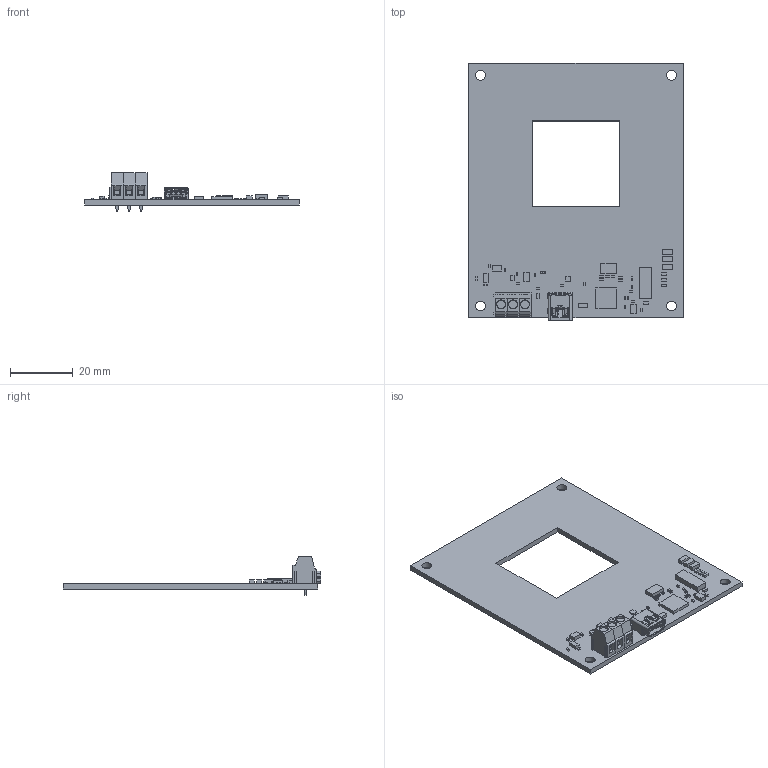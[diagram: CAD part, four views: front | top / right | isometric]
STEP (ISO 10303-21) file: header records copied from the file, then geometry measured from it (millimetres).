
FILE_DESCRIPTION(('Open CASCADE Model'),'2;1');
FILE_NAME('Open CASCADE Shape Model','2013-08-12T12:09:18',('Author'),( 'Open CASCADE'),'Open CASCADE STEP processor 6.2','Open CASCADE 6.2' ,'Unknown');
FILE_SCHEMA(('AUTOMOTIVE_DESIGN { 1 0 10303 214 1 1 1 1 }'));
Length unit declared in the file: millimetre
Products named in the file (93): PCB; Board; C25; 564249904; Extruded; 564250032; U6; 564249264; U5; 582106800; U1; 564250160; R7; 564249136; R6; 564249648; 564249776; R5; R4; Q1; 564249008; O1; 566518560; L1; 564248752; 564248624; J3; 548190519; Open CASCADE STEP translator 6.2 2.13.1.1; Open CASCADE STEP translator 6.2 2.13.1.2; D2; 564248880; C24; C23; C22; C21; C20; C19; C18; C17 ...
Assembly tree (133 placements, depth 4):
  PCB
    Board
    C25
      564249904
        Extruded
      564250032
        Extruded
    U6
      564249264
        Extruded
    U5
      582106800
        Extruded
    U1
      564250160
        Extruded
    R7
      564249136
        Extruded
    R6
      564249648
        Extruded
      564249776
        Extruded
    R5
      564249904
        Extruded
      564250032
        Extruded
    R4
      564249648
        Extruded
      564249776
        Extruded
    Q1
      564249008
        Extruded
    O1
      566518560
        Extruded
    L1
      564248752
        Extruded
      564248624
        Extruded
    J3
      548190519
        Open CASCADE STEP translator 6.2 2.13.1.1
        Open CASCADE STEP translator 6.2 2.13.1.2
    D2
      564248880
        Extruded
    C24
      564249648
        Extruded
      564249776
        Extruded
    C23
      564249904
        Extruded
Bounding box: 68.58 x 82.16 x 12.31 mm (x, y, z)
Volume: 9262.9 mm3; surface area: 13001.7 mm2
Topology: 73 solids, 73 shells, 1285 faces, 3276 edges, 2144 vertices
Faces by surface type: plane 1101, cylinder 150, bspline 18, cone 16
Full cylindrical faces by diameter (mm): 0.8 x5, 0.889 x2, 1.321 x3, 3.175 x4
Entity records: 52115 total; most frequent: CARTESIAN_POINT 12856, DIRECTION 6896, LINE 4751, VECTOR 4751, ORIENTED_EDGE 3762, PCURVE 3762, DEFINITIONAL_REPRESENTATION 3762, EDGE_CURVE 1881
